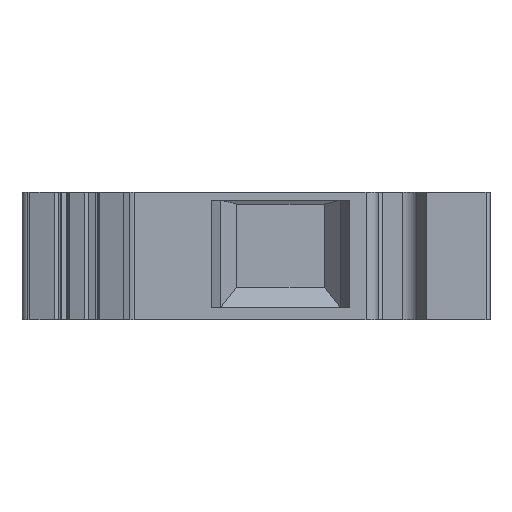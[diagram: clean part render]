
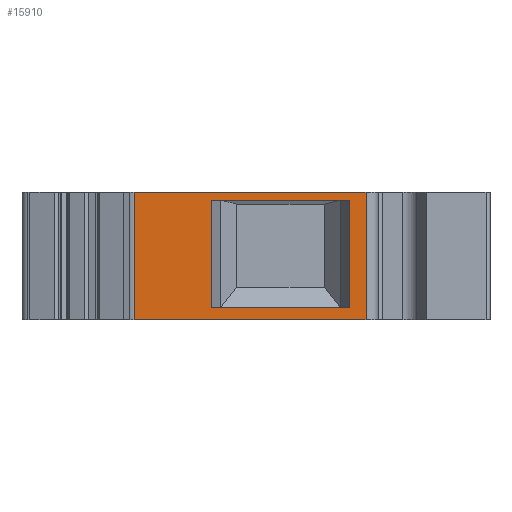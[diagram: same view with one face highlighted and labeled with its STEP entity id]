
A CAD part, left-side view. The second image highlights one B-rep face of the part: STEP entity #15910.
In plain terms, the highlighted face is planar.
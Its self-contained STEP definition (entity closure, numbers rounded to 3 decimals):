
#15050=CARTESIAN_POINT('',(112.268,72.611,-16.));
#15060=VERTEX_POINT('',#15050);
#15090=CARTESIAN_POINT('',(112.268,72.611,0.));
#15100=DIRECTION('',(0.,0.,-1.));
#15110=VECTOR('',#15100,1.);
#15120=LINE('',#15090,#15110);
#15130=CARTESIAN_POINT('',(112.268,72.611,0.));
#15140=VERTEX_POINT('',#15130);
#15150=EDGE_CURVE('',#15140,#15060,#15120,.T.);
#15270=CARTESIAN_POINT('',(83.358,72.611,0.));
#15280=DIRECTION('',(-0.,-1.,-0.));
#15290=DIRECTION('',(-1.,0.,0.));
#15300=AXIS2_PLACEMENT_3D('',#15270,#15280,#15290);
#15310=PLANE('',#15300);
#15320=CARTESIAN_POINT('',(92.903,72.611,0.));
#15330=DIRECTION('',(0.,0.,1.));
#15340=VECTOR('',#15330,1.);
#15350=LINE('',#15320,#15340);
#15360=CARTESIAN_POINT('',(92.903,72.611,-14.5));
#15370=VERTEX_POINT('',#15360);
#15380=CARTESIAN_POINT('',(92.903,72.611,-1.));
#15390=VERTEX_POINT('',#15380);
#15400=EDGE_CURVE('',#15370,#15390,#15350,.T.);
#15410=ORIENTED_EDGE('',*,*,#15400,.T.);
#15420=CARTESIAN_POINT('',(0.,72.611,-14.5));
#15430=DIRECTION('',(-1.,0.,0.));
#15440=VECTOR('',#15430,1.);
#15450=LINE('',#15420,#15440);
#15460=CARTESIAN_POINT('',(110.232,72.611,-14.5));
#15470=VERTEX_POINT('',#15460);
#15480=EDGE_CURVE('',#15470,#15370,#15450,.T.);
#15490=ORIENTED_EDGE('',*,*,#15480,.T.);
#15500=CARTESIAN_POINT('',(110.232,72.611,0.));
#15510=DIRECTION('',(0.,0.,-1.));
#15520=VECTOR('',#15510,1.);
#15530=LINE('',#15500,#15520);
#15540=CARTESIAN_POINT('',(110.232,72.611,-1.));
#15550=VERTEX_POINT('',#15540);
#15560=EDGE_CURVE('',#15550,#15470,#15530,.T.);
#15570=ORIENTED_EDGE('',*,*,#15560,.T.);
#15580=CARTESIAN_POINT('',(0.,72.611,-1.));
#15590=DIRECTION('',(1.,0.,0.));
#15600=VECTOR('',#15590,1.);
#15610=LINE('',#15580,#15600);
#15620=EDGE_CURVE('',#15390,#15550,#15610,.T.);
#15630=ORIENTED_EDGE('',*,*,#15620,.T.);
#15640=EDGE_LOOP('',(#15630,#15570,#15490,#15410));
#15650=FACE_BOUND('',#15640,.T.);
#15660=ORIENTED_EDGE('',*,*,#15150,.F.);
#15670=CARTESIAN_POINT('',(83.358,72.611,-16.));
#15680=DIRECTION('',(1.,0.,0.));
#15690=VECTOR('',#15680,1.);
#15700=LINE('',#15670,#15690);
#15710=CARTESIAN_POINT('',(83.358,72.611,-16.));
#15720=VERTEX_POINT('',#15710);
#15730=EDGE_CURVE('',#15720,#15060,#15700,.T.);
#15740=ORIENTED_EDGE('',*,*,#15730,.T.);
#15750=CARTESIAN_POINT('',(83.358,72.611,0.));
#15760=DIRECTION('',(0.,0.,-1.));
#15770=VECTOR('',#15760,1.);
#15780=LINE('',#15750,#15770);
#15790=CARTESIAN_POINT('',(83.358,72.611,0.));
#15800=VERTEX_POINT('',#15790);
#15810=EDGE_CURVE('',#15800,#15720,#15780,.T.);
#15820=ORIENTED_EDGE('',*,*,#15810,.T.);
#15830=CARTESIAN_POINT('',(83.358,72.611,0.));
#15840=DIRECTION('',(1.,0.,0.));
#15850=VECTOR('',#15840,1.);
#15860=LINE('',#15830,#15850);
#15870=EDGE_CURVE('',#15800,#15140,#15860,.T.);
#15880=ORIENTED_EDGE('',*,*,#15870,.F.);
#15890=EDGE_LOOP('',(#15880,#15820,#15740,#15660));
#15900=FACE_OUTER_BOUND('',#15890,.T.);
#15910=ADVANCED_FACE('',(#15650,#15900),#15310,.T.);
